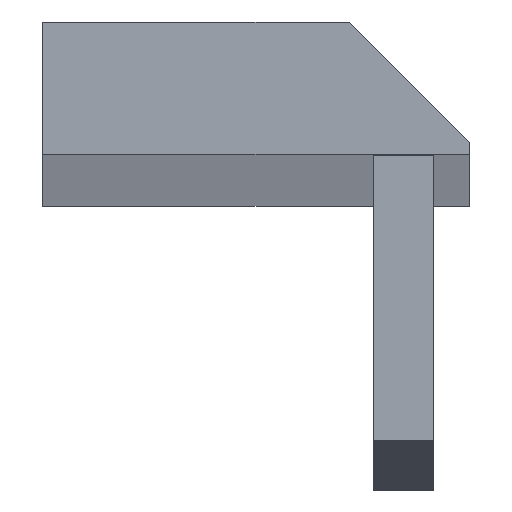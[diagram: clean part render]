
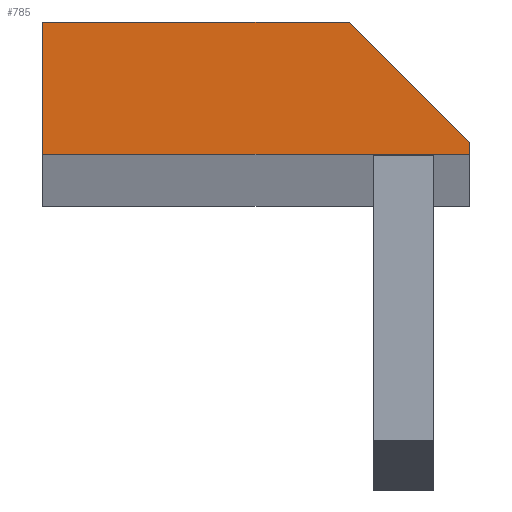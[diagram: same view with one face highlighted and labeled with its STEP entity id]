
A CAD part, top view. The second image highlights one B-rep face of the part: STEP entity #785.
In plain terms, the highlighted planar face has unit normal (0, 0, 1).
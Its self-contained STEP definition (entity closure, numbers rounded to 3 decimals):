
#415 = CARTESIAN_POINT ( 'NONE',  ( -7.1, -2.2, 500. ) ) ;
#621 = EDGE_LOOP ( 'NONE', ( #6506, #2482, #6177, #3930, #3424 ) ) ;
#714 = CARTESIAN_POINT ( 'NONE',  ( 3.1, 2.2, 500. ) ) ;
#785 = ADVANCED_FACE ( 'NONE', ( #5279 ), #2326, .T. ) ;
#1189 = VECTOR ( 'NONE', #5840, 1000. ) ;
#1231 = LINE ( 'NONE', #5891, #1189 ) ;
#1335 = VECTOR ( 'NONE', #6031, 1000. ) ;
#1414 = LINE ( 'NONE', #6140, #1335 ) ;
#1634 = EDGE_CURVE ( 'NONE', #4075, #4542, #3027, .T. ) ;
#1650 = EDGE_CURVE ( 'NONE', #6913, #4239, #3245, .T. ) ;
#2296 = EDGE_CURVE ( 'NONE', #4239, #7008, #1414, .T. ) ;
#2299 = DIRECTION ( 'NONE',  ( 1., 0., 0. ) ) ;
#2306 = DIRECTION ( 'NONE',  ( 0., 0., 1. ) ) ;
#2326 = PLANE ( 'NONE',  #5467 ) ;
#2334 = CARTESIAN_POINT ( 'NONE',  ( 0., 0., 500. ) ) ;
#2344 = EDGE_CURVE ( 'NONE', #4542, #6913, #1231, .T. ) ;
#2377 = CARTESIAN_POINT ( 'NONE',  ( 7.1, -2.2, 500. ) ) ;
#2482 = ORIENTED_EDGE ( 'NONE', *, *, #2344, .T. ) ;
#3020 = VECTOR ( 'NONE', #5592, 1000. ) ;
#3027 = LINE ( 'NONE', #5548, #3020 ) ;
#3066 = VECTOR ( 'NONE', #5252, 1000. ) ;
#3245 = LINE ( 'NONE', #5157, #3066 ) ;
#3424 = ORIENTED_EDGE ( 'NONE', *, *, #7091, .T. ) ;
#3930 = ORIENTED_EDGE ( 'NONE', *, *, #2296, .T. ) ;
#3936 = VECTOR ( 'NONE', #7792, 1000. ) ;
#3995 = LINE ( 'NONE', #7303, #3936 ) ;
#4075 = VERTEX_POINT ( 'NONE', #2377 ) ;
#4239 = VERTEX_POINT ( 'NONE', #7780 ) ;
#4542 = VERTEX_POINT ( 'NONE', #4706 ) ;
#4706 = CARTESIAN_POINT ( 'NONE',  ( 7.1, -1.8, 500. ) ) ;
#5157 = CARTESIAN_POINT ( 'NONE',  ( -7.1, 2.2, 500. ) ) ;
#5252 = DIRECTION ( 'NONE',  ( -1., 0., 0. ) ) ;
#5279 = FACE_OUTER_BOUND ( 'NONE', #621, .T. ) ;
#5467 = AXIS2_PLACEMENT_3D ( 'NONE', #2334, #2306, #2299 ) ;
#5548 = CARTESIAN_POINT ( 'NONE',  ( 7.1, 2.2, 500. ) ) ;
#5592 = DIRECTION ( 'NONE',  ( 0., 1., 0. ) ) ;
#5840 = DIRECTION ( 'NONE',  ( -0.707, 0.707, 0. ) ) ;
#5891 = CARTESIAN_POINT ( 'NONE',  ( 2.65, 2.65, 500. ) ) ;
#6031 = DIRECTION ( 'NONE',  ( 0., -1., 0. ) ) ;
#6140 = CARTESIAN_POINT ( 'NONE',  ( -7.1, 2.2, 500. ) ) ;
#6177 = ORIENTED_EDGE ( 'NONE', *, *, #1650, .T. ) ;
#6506 = ORIENTED_EDGE ( 'NONE', *, *, #1634, .T. ) ;
#6913 = VERTEX_POINT ( 'NONE', #714 ) ;
#7008 = VERTEX_POINT ( 'NONE', #415 ) ;
#7091 = EDGE_CURVE ( 'NONE', #7008, #4075, #3995, .T. ) ;
#7303 = CARTESIAN_POINT ( 'NONE',  ( -7.1, -2.2, 500. ) ) ;
#7780 = CARTESIAN_POINT ( 'NONE',  ( -7.1, 2.2, 500. ) ) ;
#7792 = DIRECTION ( 'NONE',  ( 1., 0., 0. ) ) ;
